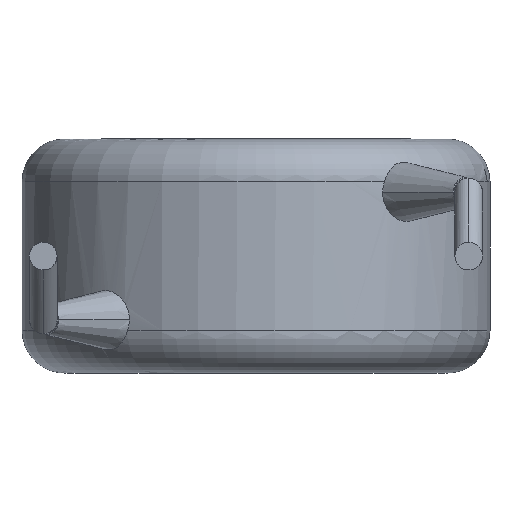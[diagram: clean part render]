
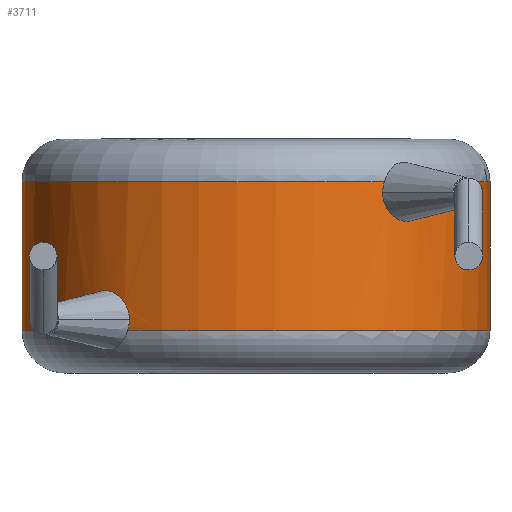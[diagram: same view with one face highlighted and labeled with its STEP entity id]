
A CAD part, front view. The second image highlights one B-rep face of the part: STEP entity #3711.
In plain terms, the highlighted cylindrical face has radius 5.5 mm (diameter 11 mm), a partial arc.
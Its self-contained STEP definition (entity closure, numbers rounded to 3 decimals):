
#40 = VERTEX_POINT ( 'NONE', #1250 ) ;
#65 = B_SPLINE_CURVE_WITH_KNOTS ( 'NONE', 3,
 ( #3725, #456, #2758, #78 ),
 .UNSPECIFIED., .F., .F.,
 ( 4, 4 ),
 ( 0., 0. ),
 .UNSPECIFIED. ) ;
#67 = CIRCLE ( 'NONE', #2439, 5.5 ) ;
#78 = CARTESIAN_POINT ( 'NONE',  ( 2.977, -4.625, 4.25 ) ) ;
#138 = CIRCLE ( 'NONE', #2751, 5.5 ) ;
#187 = CARTESIAN_POINT ( 'NONE',  ( -2.977, -4.625, 1.25 ) ) ;
#190 = B_SPLINE_CURVE_WITH_KNOTS ( 'NONE', 3,
 ( #193, #1542, #4113, #3543 ),
 .UNSPECIFIED., .F., .F.,
 ( 4, 4 ),
 ( 0.002, 0.003 ),
 .UNSPECIFIED. ) ;
#191 = CARTESIAN_POINT ( 'NONE',  ( 3.676, -4.096, 3.563 ) ) ;
#193 = CARTESIAN_POINT ( 'NONE',  ( -4.04, -3.732, 1.25 ) ) ;
#217 = DIRECTION ( 'NONE',  ( 1., 0., 0. ) ) ;
#220 = ORIENTED_EDGE ( 'NONE', *, *, #2878, .T. ) ;
#222 = CARTESIAN_POINT ( 'NONE',  ( -4.04, -3.732, 1.25 ) ) ;
#224 = CARTESIAN_POINT ( 'NONE',  ( 3.807, -3.972, 3.636 ) ) ;
#294 = CARTESIAN_POINT ( 'NONE',  ( -5.5, 0., 4.5 ) ) ;
#313 = CARTESIAN_POINT ( 'NONE',  ( 5.5, 0., 4.5 ) ) ;
#397 = B_SPLINE_CURVE_WITH_KNOTS ( 'NONE', 3,
 ( #187, #3763, #2813, #2478, #525, #3131, #1188, #3480, #1203, #3812, #2512, #222 ),
 .UNSPECIFIED., .F., .F.,
 ( 4, 2, 2, 2, 2, 4 ),
 ( 0., 0.001, 0.001, 0.002, 0.002, 0.002 ),
 .UNSPECIFIED. ) ;
#456 = CARTESIAN_POINT ( 'NONE',  ( 2.991, -4.616, 4.42 ) ) ;
#469 = DIRECTION ( 'NONE',  ( 1., 0., 0. ) ) ;
#505 = DIRECTION ( 'NONE',  ( 0., 0., -1. ) ) ;
#523 = DIRECTION ( 'NONE',  ( 0., 0., 1. ) ) ;
#525 = CARTESIAN_POINT ( 'NONE',  ( -3.398, -4.329, 1.937 ) ) ;
#586 = CARTESIAN_POINT ( 'NONE',  ( 2.977, -4.625, 4.25 ) ) ;
#591 = CARTESIAN_POINT ( 'NONE',  ( 0., 0., 1. ) ) ;
#672 = ORIENTED_EDGE ( 'NONE', *, *, #4010, .F. ) ;
#674 = EDGE_CURVE ( 'NONE', #2582, #1614, #3890, .T. ) ;
#676 = CARTESIAN_POINT ( 'NONE',  ( 0., 0., 5.5 ) ) ;
#687 = VERTEX_POINT ( 'NONE', #936 ) ;
#691 = AXIS2_PLACEMENT_3D ( 'NONE', #2785, #2075, #469 ) ;
#753 = CIRCLE ( 'NONE', #691, 5.5 ) ;
#774 = CARTESIAN_POINT ( 'NONE',  ( 4.04, -3.732, 4.335 ) ) ;
#842 = DIRECTION ( 'NONE',  ( 1., 0., 0. ) ) ;
#850 = VERTEX_POINT ( 'NONE', #4095 ) ;
#889 = CARTESIAN_POINT ( 'NONE',  ( 3.979, -3.797, 3.903 ) ) ;
#897 = EDGE_CURVE ( 'NONE', #4039, #1614, #1445, .T. ) ;
#901 = DIRECTION ( 'NONE',  ( 0., 0., -1. ) ) ;
#907 = CARTESIAN_POINT ( 'NONE',  ( 3.253, -4.436, 3.637 ) ) ;
#924 = CARTESIAN_POINT ( 'NONE',  ( 2.977, -4.625, 4.068 ) ) ;
#936 = CARTESIAN_POINT ( 'NONE',  ( -5.5, 0., 1. ) ) ;
#937 = CARTESIAN_POINT ( 'NONE',  ( -2.977, -4.625, 1.164 ) ) ;
#1010 = ORIENTED_EDGE ( 'NONE', *, *, #3020, .F. ) ;
#1020 = VERTEX_POINT ( 'NONE', #2448 ) ;
#1178 = VECTOR ( 'NONE', #1709, 1000. ) ;
#1188 = CARTESIAN_POINT ( 'NONE',  ( -3.807, -3.972, 1.864 ) ) ;
#1202 = B_SPLINE_CURVE_WITH_KNOTS ( 'NONE', 3,
 ( #586, #924, #3862, #907, #4208, #191, #224, #2846, #889, #3498, #1510, #2482 ),
 .UNSPECIFIED., .F., .F.,
 ( 4, 2, 2, 2, 2, 4 ),
 ( 0., 0.001, 0.001, 0.002, 0.002, 0.002 ),
 .UNSPECIFIED. ) ;
#1203 = CARTESIAN_POINT ( 'NONE',  ( -3.979, -3.797, 1.597 ) ) ;
#1250 = CARTESIAN_POINT ( 'NONE',  ( -4.04, -3.732, 1.25 ) ) ;
#1285 = EDGE_CURVE ( 'NONE', #3400, #4039, #1202, .T. ) ;
#1292 = LINE ( 'NONE', #2287, #1178 ) ;
#1331 = ORIENTED_EDGE ( 'NONE', *, *, #4029, .F. ) ;
#1380 = EDGE_CURVE ( 'NONE', #1020, #3395, #138, .T. ) ;
#1396 = EDGE_LOOP ( 'NONE', ( #3682, #4219, #3344, #1416, #2538, #220, #1418, #2861, #1010, #672, #1331, #2369 ) ) ;
#1416 = ORIENTED_EDGE ( 'NONE', *, *, #1285, .F. ) ;
#1418 = ORIENTED_EDGE ( 'NONE', *, *, #1626, .T. ) ;
#1445 = B_SPLINE_CURVE_WITH_KNOTS ( 'NONE', 3,
 ( #3076, #774, #2408, #1938 ),
 .UNSPECIFIED., .F., .F.,
 ( 4, 4 ),
 ( 0.002, 0.003 ),
 .UNSPECIFIED. ) ;
#1466 = CARTESIAN_POINT ( 'NONE',  ( 2.977, -4.625, 4.25 ) ) ;
#1510 = CARTESIAN_POINT ( 'NONE',  ( 4.04, -3.732, 4.16 ) ) ;
#1519 = CYLINDRICAL_SURFACE ( 'NONE', #2669, 5.5 ) ;
#1528 = CARTESIAN_POINT ( 'NONE',  ( -3.017, -4.599, 1. ) ) ;
#1542 = CARTESIAN_POINT ( 'NONE',  ( -4.04, -3.732, 1.165 ) ) ;
#1614 = VERTEX_POINT ( 'NONE', #3270 ) ;
#1626 = EDGE_CURVE ( 'NONE', #4259, #687, #1292, .T. ) ;
#1709 = DIRECTION ( 'NONE',  ( 0., 0., -1. ) ) ;
#1809 = CARTESIAN_POINT ( 'NONE',  ( 4.04, -3.732, 4.25 ) ) ;
#1817 = CARTESIAN_POINT ( 'NONE',  ( 5.5, 0., 5.5 ) ) ;
#1845 = CARTESIAN_POINT ( 'NONE',  ( 0., 0., 4.5 ) ) ;
#1859 = CARTESIAN_POINT ( 'NONE',  ( -2.977, -4.625, 1.25 ) ) ;
#1903 = EDGE_CURVE ( 'NONE', #2010, #3400, #65, .T. ) ;
#1923 = LINE ( 'NONE', #1817, #3583 ) ;
#1938 = CARTESIAN_POINT ( 'NONE',  ( 4.008, -3.767, 4.5 ) ) ;
#1990 = DIRECTION ( 'NONE',  ( 0., 0., -1. ) ) ;
#2010 = VERTEX_POINT ( 'NONE', #3148 ) ;
#2075 = DIRECTION ( 'NONE',  ( 0., 0., 1. ) ) ;
#2287 = CARTESIAN_POINT ( 'NONE',  ( -5.5, 0., 5.5 ) ) ;
#2308 = B_SPLINE_CURVE_WITH_KNOTS ( 'NONE', 3,
 ( #1528, #3833, #937, #1859 ),
 .UNSPECIFIED., .F., .F.,
 ( 4, 4 ),
 ( 0., 0. ),
 .UNSPECIFIED. ) ;
#2369 = ORIENTED_EDGE ( 'NONE', *, *, #1380, .T. ) ;
#2408 = CARTESIAN_POINT ( 'NONE',  ( 4.029, -3.744, 4.42 ) ) ;
#2439 = AXIS2_PLACEMENT_3D ( 'NONE', #4047, #505, #842 ) ;
#2448 = CARTESIAN_POINT ( 'NONE',  ( -3.017, -4.599, 1. ) ) ;
#2478 = CARTESIAN_POINT ( 'NONE',  ( -3.253, -4.436, 1.863 ) ) ;
#2482 = CARTESIAN_POINT ( 'NONE',  ( 4.04, -3.732, 4.25 ) ) ;
#2512 = CARTESIAN_POINT ( 'NONE',  ( -4.04, -3.732, 1.34 ) ) ;
#2538 = ORIENTED_EDGE ( 'NONE', *, *, #1903, .F. ) ;
#2582 = VERTEX_POINT ( 'NONE', #313 ) ;
#2669 = AXIS2_PLACEMENT_3D ( 'NONE', #676, #1990, #3291 ) ;
#2673 = CARTESIAN_POINT ( 'NONE',  ( -4.008, -3.767, 1. ) ) ;
#2751 = AXIS2_PLACEMENT_3D ( 'NONE', #591, #523, #217 ) ;
#2758 = CARTESIAN_POINT ( 'NONE',  ( 2.977, -4.625, 4.336 ) ) ;
#2768 = EDGE_CURVE ( 'NONE', #687, #3773, #753, .T. ) ;
#2785 = CARTESIAN_POINT ( 'NONE',  ( 0., 0., 1. ) ) ;
#2813 = CARTESIAN_POINT ( 'NONE',  ( -3.042, -4.584, 1.611 ) ) ;
#2846 = CARTESIAN_POINT ( 'NONE',  ( 3.944, -3.834, 3.827 ) ) ;
#2861 = ORIENTED_EDGE ( 'NONE', *, *, #2768, .T. ) ;
#2878 = EDGE_CURVE ( 'NONE', #2010, #4259, #67, .T. ) ;
#2908 = DIRECTION ( 'NONE',  ( 0., 0., -1. ) ) ;
#3020 = EDGE_CURVE ( 'NONE', #40, #3773, #190, .T. ) ;
#3076 = CARTESIAN_POINT ( 'NONE',  ( 4.04, -3.732, 4.25 ) ) ;
#3131 = CARTESIAN_POINT ( 'NONE',  ( -3.676, -4.096, 1.937 ) ) ;
#3148 = CARTESIAN_POINT ( 'NONE',  ( 3.017, -4.599, 4.5 ) ) ;
#3187 = DIRECTION ( 'NONE',  ( 1., 0., 0. ) ) ;
#3214 = FACE_OUTER_BOUND ( 'NONE', #1396, .T. ) ;
#3270 = CARTESIAN_POINT ( 'NONE',  ( 4.008, -3.767, 4.5 ) ) ;
#3291 = DIRECTION ( 'NONE',  ( -1., 0., 0. ) ) ;
#3344 = ORIENTED_EDGE ( 'NONE', *, *, #897, .F. ) ;
#3378 = EDGE_CURVE ( 'NONE', #2582, #3395, #1923, .T. ) ;
#3395 = VERTEX_POINT ( 'NONE', #3438 ) ;
#3400 = VERTEX_POINT ( 'NONE', #1466 ) ;
#3438 = CARTESIAN_POINT ( 'NONE',  ( 5.5, 0., 1. ) ) ;
#3480 = CARTESIAN_POINT ( 'NONE',  ( -3.944, -3.834, 1.673 ) ) ;
#3498 = CARTESIAN_POINT ( 'NONE',  ( 4.028, -3.745, 4.069 ) ) ;
#3543 = CARTESIAN_POINT ( 'NONE',  ( -4.008, -3.767, 1. ) ) ;
#3583 = VECTOR ( 'NONE', #2908, 1000. ) ;
#3682 = ORIENTED_EDGE ( 'NONE', *, *, #3378, .F. ) ;
#3711 = ADVANCED_FACE ( 'NONE', ( #3214 ), #1519, .T. ) ;
#3725 = CARTESIAN_POINT ( 'NONE',  ( 3.017, -4.599, 4.5 ) ) ;
#3763 = CARTESIAN_POINT ( 'NONE',  ( -2.977, -4.625, 1.432 ) ) ;
#3773 = VERTEX_POINT ( 'NONE', #2673 ) ;
#3812 = CARTESIAN_POINT ( 'NONE',  ( -4.028, -3.745, 1.431 ) ) ;
#3833 = CARTESIAN_POINT ( 'NONE',  ( -2.991, -4.616, 1.08 ) ) ;
#3862 = CARTESIAN_POINT ( 'NONE',  ( 3.042, -4.584, 3.889 ) ) ;
#3890 = CIRCLE ( 'NONE', #3935, 5.5 ) ;
#3935 = AXIS2_PLACEMENT_3D ( 'NONE', #1845, #901, #3187 ) ;
#4010 = EDGE_CURVE ( 'NONE', #850, #40, #397, .T. ) ;
#4029 = EDGE_CURVE ( 'NONE', #1020, #850, #2308, .T. ) ;
#4039 = VERTEX_POINT ( 'NONE', #1809 ) ;
#4047 = CARTESIAN_POINT ( 'NONE',  ( 0., 0., 4.5 ) ) ;
#4095 = CARTESIAN_POINT ( 'NONE',  ( -2.977, -4.625, 1.25 ) ) ;
#4113 = CARTESIAN_POINT ( 'NONE',  ( -4.029, -3.744, 1.08 ) ) ;
#4208 = CARTESIAN_POINT ( 'NONE',  ( 3.398, -4.329, 3.563 ) ) ;
#4219 = ORIENTED_EDGE ( 'NONE', *, *, #674, .T. ) ;
#4259 = VERTEX_POINT ( 'NONE', #294 ) ;
